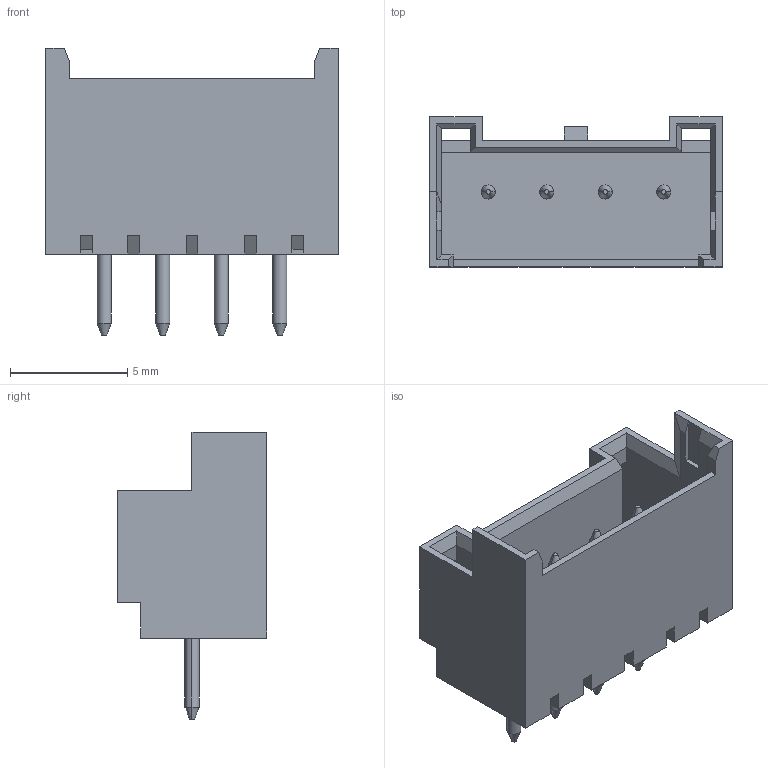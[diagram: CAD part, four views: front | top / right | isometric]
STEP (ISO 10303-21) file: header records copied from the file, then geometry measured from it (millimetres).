
FILE_DESCRIPTION (( 'STEP AP214' ), '1' );
FILE_NAME ('CONN-TH_XA2.50-LI-4P.step', '2022-08-08T03:41:32', ( '' ), ( '' ), 'SwSTEP 2.0', 'SolidWorks 2020', '' );
FILE_SCHEMA (( 'AUTOMOTIVE_DESIGN' ));
Length unit declared in the file: millimetre
Products named in the file (1): CONN-TH_XA2.50-LI-4P
Bounding box: 12.5 x 6.4 x 12.3 mm (x, y, z)
Volume: 188.2 mm3; surface area: 691.4 mm2
Topology: 14 solids, 14 shells, 431 faces, 1139 edges, 748 vertices
Faces by surface type: plane 287, bspline 112, cone 16, cylinder 16
Entity records: 19285 total; most frequent: CARTESIAN_POINT 4423, ORIENTED_EDGE 2278, DIRECTION 1599, EDGE_CURVE 1139, VECTOR 863, LINE 863, VERTEX_POINT 748, EDGE_LOOP 459
